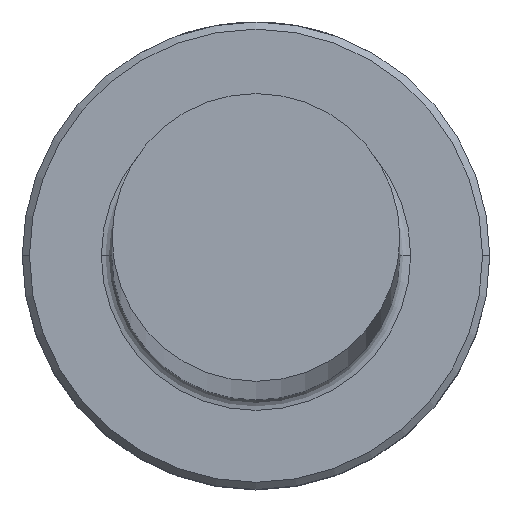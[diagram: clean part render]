
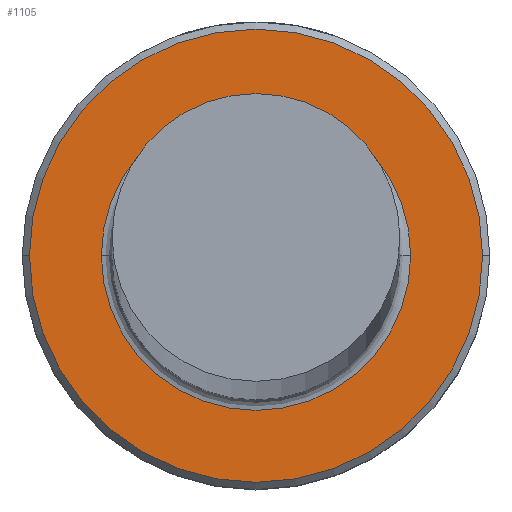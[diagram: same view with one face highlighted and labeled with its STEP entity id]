
A CAD part, top view. The second image highlights one B-rep face of the part: STEP entity #1105.
In plain terms, the highlighted planar face has unit normal (0, 0, 1).
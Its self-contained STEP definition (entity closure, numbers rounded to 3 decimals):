
#28 = EDGE_LOOP ( 'NONE', ( #409, #514 ) ) ;
#45 = AXIS2_PLACEMENT_3D ( 'NONE', #520, #1171, #626 ) ;
#48 = CARTESIAN_POINT ( 'NONE',  ( 0., 0., 8. ) ) ;
#61 = DIRECTION ( 'NONE',  ( 1., 0., 0. ) ) ;
#66 = DIRECTION ( 'NONE',  ( 0., 0., 1. ) ) ;
#89 = CIRCLE ( 'NONE', #45, 4.3 ) ;
#227 = EDGE_CURVE ( 'NONE', #1037, #782, #367, .T. ) ;
#298 = AXIS2_PLACEMENT_3D ( 'NONE', #48, #66, #61 ) ;
#300 = CARTESIAN_POINT ( 'NONE',  ( 0., 0., 8. ) ) ;
#355 = EDGE_CURVE ( 'NONE', #782, #1037, #802, .T. ) ;
#367 = CIRCLE ( 'NONE', #298, 6.3 ) ;
#368 = FACE_OUTER_BOUND ( 'NONE', #382, .T. ) ;
#382 = EDGE_LOOP ( 'NONE', ( #1111, #1193 ) ) ;
#387 = DIRECTION ( 'NONE',  ( -1., 0., 0. ) ) ;
#409 = ORIENTED_EDGE ( 'NONE', *, *, #591, .T. ) ;
#451 = VERTEX_POINT ( 'NONE', #722 ) ;
#508 = PLANE ( 'NONE',  #867 ) ;
#514 = ORIENTED_EDGE ( 'NONE', *, *, #651, .T. ) ;
#520 = CARTESIAN_POINT ( 'NONE',  ( 0., 0., 8. ) ) ;
#532 = VERTEX_POINT ( 'NONE', #1080 ) ;
#591 = EDGE_CURVE ( 'NONE', #451, #532, #89, .T. ) ;
#599 = DIRECTION ( 'NONE',  ( 1., 0., 0. ) ) ;
#626 = DIRECTION ( 'NONE',  ( -1., 0., 0. ) ) ;
#651 = EDGE_CURVE ( 'NONE', #532, #451, #1113, .T. ) ;
#653 = AXIS2_PLACEMENT_3D ( 'NONE', #300, #952, #387 ) ;
#722 = CARTESIAN_POINT ( 'NONE',  ( -4.3, 0., 8. ) ) ;
#761 = DIRECTION ( 'NONE',  ( 1., 0., 0. ) ) ;
#767 = DIRECTION ( 'NONE',  ( 0., 0., 1. ) ) ;
#770 = CARTESIAN_POINT ( 'NONE',  ( 0., 0., 8. ) ) ;
#782 = VERTEX_POINT ( 'NONE', #788 ) ;
#788 = CARTESIAN_POINT ( 'NONE',  ( -6.3, 0., 8. ) ) ;
#802 = CIRCLE ( 'NONE', #922, 6.3 ) ;
#867 = AXIS2_PLACEMENT_3D ( 'NONE', #973, #1151, #599 ) ;
#898 = FACE_BOUND ( 'NONE', #28, .T. ) ;
#899 = CARTESIAN_POINT ( 'NONE',  ( 6.3, 0., 8. ) ) ;
#922 = AXIS2_PLACEMENT_3D ( 'NONE', #770, #767, #761 ) ;
#952 = DIRECTION ( 'NONE',  ( 0., 0., -1. ) ) ;
#973 = CARTESIAN_POINT ( 'NONE',  ( 0., 0., 8. ) ) ;
#1037 = VERTEX_POINT ( 'NONE', #899 ) ;
#1080 = CARTESIAN_POINT ( 'NONE',  ( 4.3, 0., 8. ) ) ;
#1105 = ADVANCED_FACE ( 'NONE', ( #368, #898 ), #508, .T. ) ;
#1111 = ORIENTED_EDGE ( 'NONE', *, *, #355, .T. ) ;
#1113 = CIRCLE ( 'NONE', #653, 4.3 ) ;
#1151 = DIRECTION ( 'NONE',  ( 0., 0., 1. ) ) ;
#1171 = DIRECTION ( 'NONE',  ( 0., 0., -1. ) ) ;
#1193 = ORIENTED_EDGE ( 'NONE', *, *, #227, .T. ) ;
